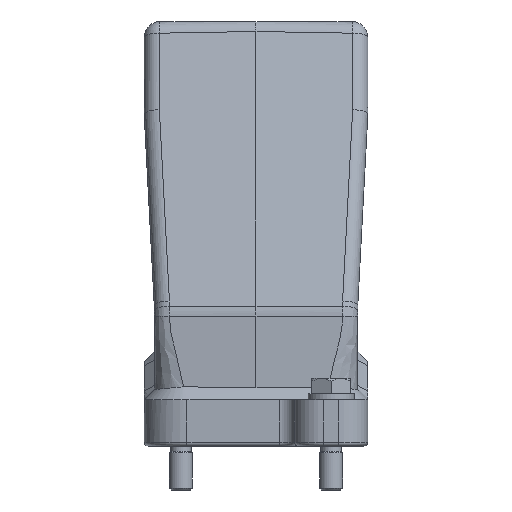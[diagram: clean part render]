
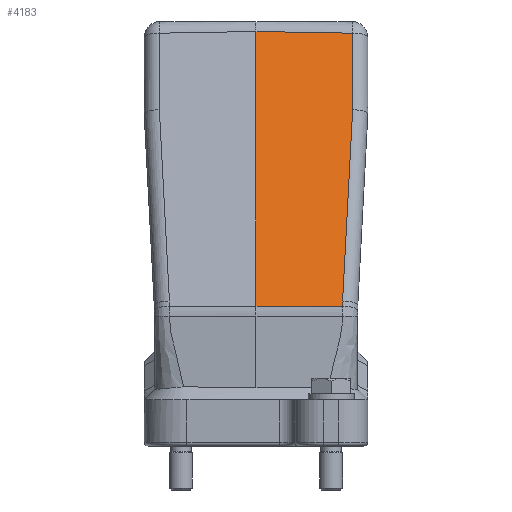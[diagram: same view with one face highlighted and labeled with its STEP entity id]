
A CAD part, left-side view. The second image highlights one B-rep face of the part: STEP entity #4183.
In plain terms, the highlighted planar face has unit normal (-0.966, -0.018, 0.259).
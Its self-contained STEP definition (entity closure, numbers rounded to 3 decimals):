
#4183=ADVANCED_FACE('',(#4930),#4687,.T.);
#4687=PLANE('',#13010);
#4930=FACE_OUTER_BOUND('',#5459,.T.);
#5459=EDGE_LOOP('',(#7864,#7865,#7866,#7867,#7868,#7869));
#6185=LINE('',#17798,#6857);
#6186=LINE('',#17801,#6858);
#6187=LINE('',#17803,#6859);
#6188=LINE('',#17805,#6860);
#6189=LINE('',#17807,#6861);
#6190=LINE('',#17809,#6862);
#6857=VECTOR('',#14304,1.);
#6858=VECTOR('',#14305,1.);
#6859=VECTOR('',#14306,1.);
#6860=VECTOR('',#14307,1.);
#6861=VECTOR('',#14308,1.);
#6862=VECTOR('',#14309,1.);
#7864=ORIENTED_EDGE('',*,*,#11142,.T.);
#7865=ORIENTED_EDGE('',*,*,#11143,.T.);
#7866=ORIENTED_EDGE('',*,*,#11144,.F.);
#7867=ORIENTED_EDGE('',*,*,#11145,.T.);
#7868=ORIENTED_EDGE('',*,*,#11146,.T.);
#7869=ORIENTED_EDGE('',*,*,#11147,.T.);
#10258=VERTEX_POINT('',#17799);
#10259=VERTEX_POINT('',#17800);
#10260=VERTEX_POINT('',#17802);
#10261=VERTEX_POINT('',#17804);
#10262=VERTEX_POINT('',#17806);
#10263=VERTEX_POINT('',#17808);
#11142=EDGE_CURVE('',#10258,#10259,#6185,.T.);
#11143=EDGE_CURVE('',#10259,#10260,#6186,.T.);
#11144=EDGE_CURVE('',#10261,#10260,#6187,.T.);
#11145=EDGE_CURVE('',#10261,#10262,#6188,.T.);
#11146=EDGE_CURVE('',#10262,#10263,#6189,.T.);
#11147=EDGE_CURVE('',#10263,#10258,#6190,.T.);
#13010=AXIS2_PLACEMENT_3D('',#17810,#14310,#14311);
#14304=DIRECTION('',(0.259,0.,0.966));
#14305=DIRECTION('',(-0.013,1.,0.017));
#14306=DIRECTION('',(0.259,0.,0.966));
#14307=DIRECTION('',(0.017,-1.,-0.002));
#14308=DIRECTION('',(0.259,0.,0.966));
#14309=DIRECTION('',(0.259,-0.051,0.964));
#14310=DIRECTION('',(-0.966,-0.017,0.259));
#14311=DIRECTION('',(0.259,0.,0.966));
#17798=CARTESIAN_POINT('',(-54.448,-25.07,91.962));
#17799=CARTESIAN_POINT('',(-60.546,-25.07,69.201));
#17800=CARTESIAN_POINT('',(-55.228,-25.07,89.048));
#17801=CARTESIAN_POINT('',(-55.551,-1.005,89.468));
#17802=CARTESIAN_POINT('',(-55.564,0.,89.486));
#17803=CARTESIAN_POINT('',(-75.,0.,16.95));
#17804=CARTESIAN_POINT('',(-74.659,0.,18.221));
#17805=CARTESIAN_POINT('',(-74.659,0.003,18.221));
#17806=CARTESIAN_POINT('',(-74.267,-22.47,18.17));
#17807=CARTESIAN_POINT('',(-74.187,-22.47,18.468));
#17808=CARTESIAN_POINT('',(-73.887,-22.47,19.59));
#17809=CARTESIAN_POINT('',(-60.796,-25.021,68.273));
#17810=CARTESIAN_POINT('',(-75.,0.,16.95));
